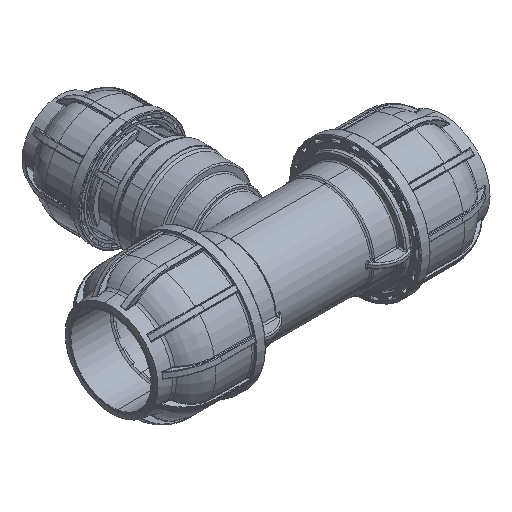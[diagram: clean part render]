
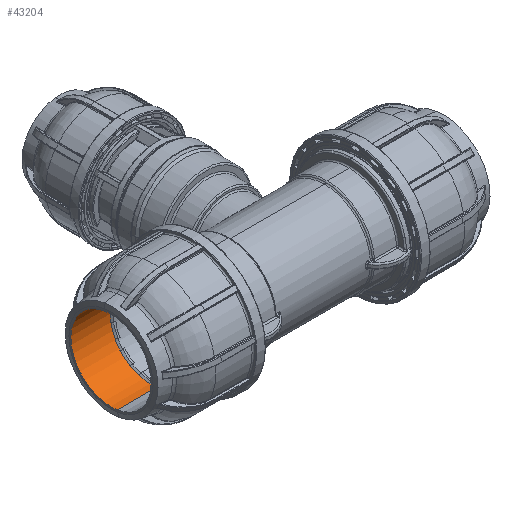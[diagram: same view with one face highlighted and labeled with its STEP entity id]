
A CAD part, isometric view. The second image highlights one B-rep face of the part: STEP entity #43204.
In plain terms, the highlighted cylindrical face has radius 32 mm (diameter 64 mm), a partial arc.
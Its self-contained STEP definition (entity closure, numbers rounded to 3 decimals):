
#627 = CARTESIAN_POINT ( 'NONE',  ( -132.8, 0., 0. ) ) ;
#628 = DIRECTION ( 'NONE',  ( -1., 0., 0. ) ) ;
#629 = DIRECTION ( 'NONE',  ( 0., 0.159, 0.987 ) ) ;
#1266 = FACE_OUTER_BOUND ( 'NONE', #13028, .T. ) ;
#1267 = CYLINDRICAL_SURFACE ( 'NONE', #75811, 32. ) ;
#2688 = EDGE_CURVE ( 'NONE', #15025, #15023, #28641, .T. ) ;
#2691 = EDGE_CURVE ( 'NONE', #15024, #15022, #28642, .T. ) ;
#9401 = CIRCLE ( 'NONE', #9427, 32. ) ;
#9412 = CIRCLE ( 'NONE', #9431, 32. ) ;
#9427 = AXIS2_PLACEMENT_3D ( 'NONE', #11644, #11645, #11646 ) ;
#9431 = AXIS2_PLACEMENT_3D ( 'NONE', #11647, #11648, #11649 ) ;
#11644 = CARTESIAN_POINT ( 'NONE',  ( -101.3, 0., 0. ) ) ;
#11645 = DIRECTION ( 'NONE',  ( -1., 0., 0. ) ) ;
#11646 = DIRECTION ( 'NONE',  ( 0., 0.159, 0.987 ) ) ;
#11647 = CARTESIAN_POINT ( 'NONE',  ( -132.8, 0., 0. ) ) ;
#11648 = DIRECTION ( 'NONE',  ( -1., 0., 0. ) ) ;
#11649 = DIRECTION ( 'NONE',  ( 0., 0.159, 0.987 ) ) ;
#13028 = EDGE_LOOP ( 'NONE', ( #16811, #16812, #16810, #16813 ) ) ;
#15022 = VERTEX_POINT ( 'NONE', #56323 ) ;
#15023 = VERTEX_POINT ( 'NONE', #56325 ) ;
#15024 = VERTEX_POINT ( 'NONE', #56327 ) ;
#15025 = VERTEX_POINT ( 'NONE', #56329 ) ;
#16810 = ORIENTED_EDGE ( 'NONE', *, *, #2691, .T. ) ;
#16811 = ORIENTED_EDGE ( 'NONE', *, *, #2688, .F. ) ;
#16812 = ORIENTED_EDGE ( 'NONE', *, *, #44584, .F. ) ;
#16813 = ORIENTED_EDGE ( 'NONE', *, *, #44585, .T. ) ;
#28641 = LINE ( 'NONE', #43116, #43467 ) ;
#28642 = LINE ( 'NONE', #43131, #43471 ) ;
#43116 = CARTESIAN_POINT ( 'NONE',  ( -132.8, -5.092, -31.592 ) ) ;
#43117 = DIRECTION ( 'NONE',  ( -1., 0., 0. ) ) ;
#43131 = CARTESIAN_POINT ( 'NONE',  ( -132.8, 5.092, 31.592 ) ) ;
#43133 = DIRECTION ( 'NONE',  ( -1., 0., 0. ) ) ;
#43204 = ADVANCED_FACE ( 'NONE', ( #1266 ), #1267, .F. ) ;
#43467 = VECTOR ( 'NONE', #43117, 1000. ) ;
#43471 = VECTOR ( 'NONE', #43133, 1000. ) ;
#44584 = EDGE_CURVE ( 'NONE', #15024, #15025, #9401, .T. ) ;
#44585 = EDGE_CURVE ( 'NONE', #15022, #15023, #9412, .T. ) ;
#56323 = CARTESIAN_POINT ( 'NONE',  ( -132.8, 5.092, 31.592 ) ) ;
#56325 = CARTESIAN_POINT ( 'NONE',  ( -132.8, -5.092, -31.592 ) ) ;
#56327 = CARTESIAN_POINT ( 'NONE',  ( -101.3, 5.092, 31.592 ) ) ;
#56329 = CARTESIAN_POINT ( 'NONE',  ( -101.3, -5.092, -31.592 ) ) ;
#75811 = AXIS2_PLACEMENT_3D ( 'NONE', #627, #628, #629 ) ;
